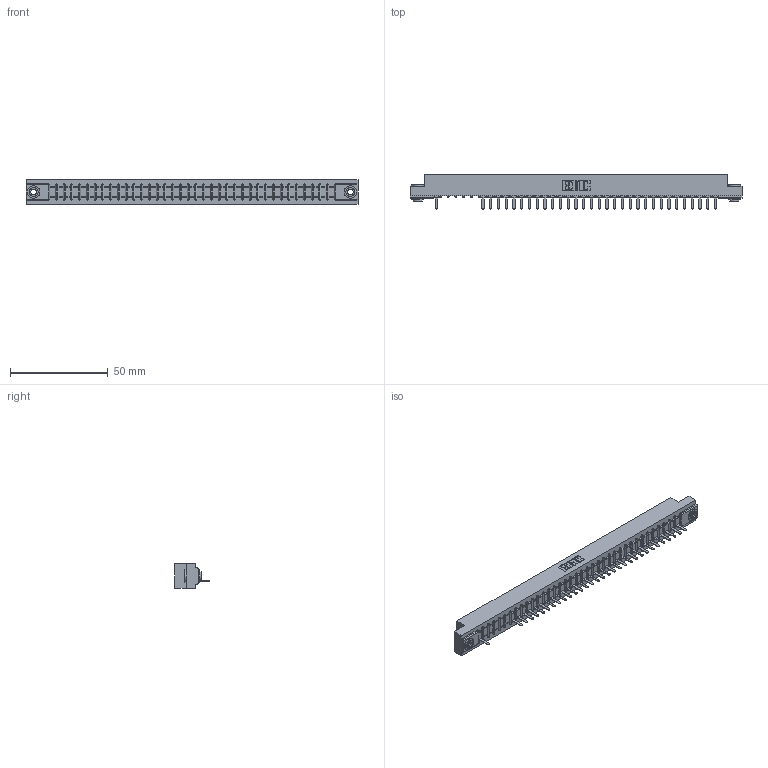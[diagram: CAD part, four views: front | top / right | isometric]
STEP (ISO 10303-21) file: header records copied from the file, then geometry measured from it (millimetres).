
FILE_DESCRIPTION (( 'STEP AP203' ), '1' );
FILE_NAME ('357-037-521-103.STEP', '2018-08-10T07:47:58', ( '' ), ( '' ), 'SwSTEP 2.0', 'SolidWorks 2016', '' );
FILE_SCHEMA (( 'CONFIG_CONTROL_DESIGN' ));
Length unit declared in the file: inch
Products named in the file (4): 307-290-002_521; 345-250-002_345-250-002-102; 357-037-521-103; 307 Part_.156 Dia Mounting Holes
Assembly tree (35 placements, depth 2):
  357-037-521-103
    307 Part_.156 Dia Mounting Holes
    307-290-002_521  x32
    345-250-002_345-250-002-102  x2
Bounding box: 169.62 x 17.42 x 12.7 mm (x, y, z)
Volume: 17972.8 mm3; surface area: 21816.6 mm2
Topology: 35 solids, 35 shells, 2676 faces, 8179 edges, 5346 vertices
Faces by surface type: plane 1594, cylinder 998, sphere 76, cone 8
Entity records: 33959 total; most frequent: CARTESIAN_POINT 5728, ORIENTED_EDGE 5714, DIRECTION 5577, EDGE_CURVE 2857, LINE 2179, VECTOR 2179, VERTEX_POINT 1850, AXIS2_PLACEMENT_3D 1699
